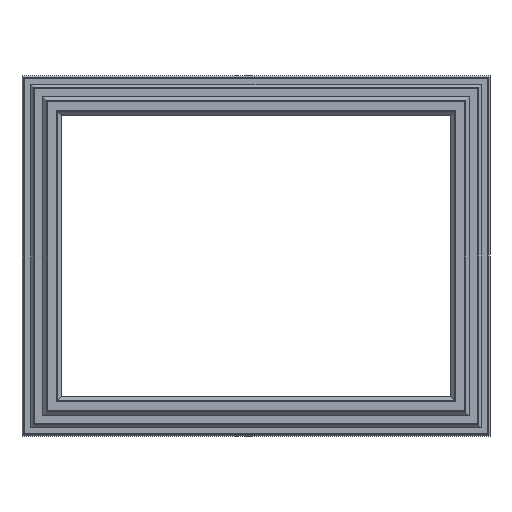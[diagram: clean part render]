
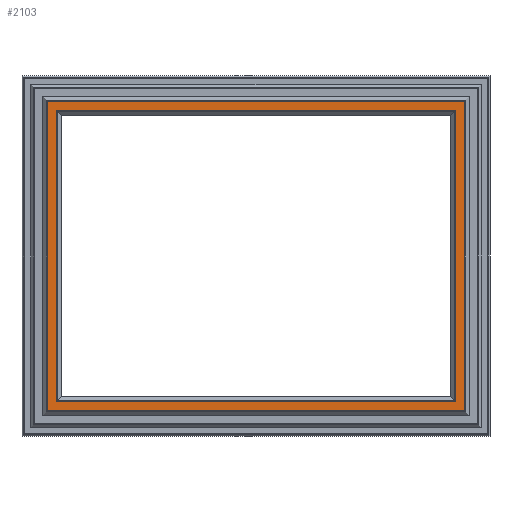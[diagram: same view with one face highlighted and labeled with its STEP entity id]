
A CAD part, front view. The second image highlights one B-rep face of the part: STEP entity #2103.
In plain terms, the highlighted free-form (B-spline) face has degree [1, 1] with [2, 2] control points.
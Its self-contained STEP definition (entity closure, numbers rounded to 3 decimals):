
#231 = VERTEX_POINT('',#232);
#232 = CARTESIAN_POINT('',(-105.311,7.539,-145.959
    ));
#238 = EDGE_CURVE('',#239,#231,#241,.T.);
#239 = VERTEX_POINT('',#240);
#240 = CARTESIAN_POINT('',(-105.311,7.539,
    1374.08));
#241 = B_SPLINE_CURVE_WITH_KNOTS('',1,(#242,#243),.UNSPECIFIED.,.F.,.F.,
  (2,2),(-1248.232,-188.519),.PIECEWISE_BEZIER_KNOTS.);
#242 = CARTESIAN_POINT('',(-105.311,7.539,
    1374.08));
#243 = CARTESIAN_POINT('',(-105.311,7.539,-145.959
    ));
#535 = EDGE_CURVE('',#536,#239,#538,.T.);
#536 = VERTEX_POINT('',#537);
#537 = CARTESIAN_POINT('',(1944.788,7.539,
    1374.08));
#538 = B_SPLINE_CURVE_WITH_KNOTS('',1,(#539,#540),.UNSPECIFIED.,.F.,.F.,
  (2,2),(-1550.521,-121.271),.PIECEWISE_BEZIER_KNOTS.);
#539 = CARTESIAN_POINT('',(1944.788,7.539,
    1374.08));
#540 = CARTESIAN_POINT('',(-105.311,7.539,
    1374.08));
#825 = VERTEX_POINT('',#826);
#826 = CARTESIAN_POINT('',(1900.033,7.539,
    -101.204));
#832 = EDGE_CURVE('',#825,#833,#835,.T.);
#833 = VERTEX_POINT('',#834);
#834 = CARTESIAN_POINT('',(1900.033,7.539,
    1329.325));
#835 = B_SPLINE_CURVE_WITH_KNOTS('',1,(#836,#837),.UNSPECIFIED.,.F.,.F.,
  (2,2),(219.721,1217.03),.PIECEWISE_BEZIER_KNOTS.);
#836 = CARTESIAN_POINT('',(1900.033,7.539,
    -101.204));
#837 = CARTESIAN_POINT('',(1900.033,7.539,
    1329.325));
#928 = VERTEX_POINT('',#929);
#929 = CARTESIAN_POINT('',(-60.556,7.539,
    -101.204));
#935 = EDGE_CURVE('',#928,#825,#936,.T.);
#936 = B_SPLINE_CURVE_WITH_KNOTS('',1,(#937,#938),.UNSPECIFIED.,.F.,.F.,
  (2,2),(152.473,1519.319),.PIECEWISE_BEZIER_KNOTS.);
#937 = CARTESIAN_POINT('',(-60.556,7.539,
    -101.204));
#938 = CARTESIAN_POINT('',(1900.033,7.539,
    -101.204));
#1312 = VERTEX_POINT('',#1313);
#1313 = CARTESIAN_POINT('',(1944.788,7.539,
    -145.959));
#1319 = EDGE_CURVE('',#1312,#231,#1320,.T.);
#1320 = B_SPLINE_CURVE_WITH_KNOTS('',1,(#1321,#1322),.UNSPECIFIED.,.F.,
  .F.,(2,2),(-1550.521,-121.271),
  .PIECEWISE_BEZIER_KNOTS.);
#1321 = CARTESIAN_POINT('',(1944.788,7.539,
    -145.959));
#1322 = CARTESIAN_POINT('',(-105.311,7.539,
    -145.959));
#1537 = EDGE_CURVE('',#536,#1312,#1538,.T.);
#1538 = B_SPLINE_CURVE_WITH_KNOTS('',1,(#1539,#1540),.UNSPECIFIED.,.F.,
  .F.,(2,2),(-1248.232,-188.519),
  .PIECEWISE_BEZIER_KNOTS.);
#1539 = CARTESIAN_POINT('',(1944.788,7.539,
    1374.08));
#1540 = CARTESIAN_POINT('',(1944.788,7.539,
    -145.959));
#1737 = EDGE_CURVE('',#1738,#833,#1740,.T.);
#1738 = VERTEX_POINT('',#1739);
#1739 = CARTESIAN_POINT('',(-60.556,7.539,
    1329.325));
#1740 = B_SPLINE_CURVE_WITH_KNOTS('',1,(#1741,#1742),.UNSPECIFIED.,.F.,
  .F.,(2,2),(152.473,1519.319),
  .PIECEWISE_BEZIER_KNOTS.);
#1741 = CARTESIAN_POINT('',(-60.556,7.539,
    1329.325));
#1742 = CARTESIAN_POINT('',(1900.033,7.539,
    1329.325));
#2091 = EDGE_CURVE('',#928,#1738,#2092,.T.);
#2092 = B_SPLINE_CURVE_WITH_KNOTS('',1,(#2093,#2094),.UNSPECIFIED.,.F.,
  .F.,(2,2),(219.721,1217.03),
  .PIECEWISE_BEZIER_KNOTS.);
#2093 = CARTESIAN_POINT('',(-60.556,7.539,
    -101.204));
#2094 = CARTESIAN_POINT('',(-60.556,7.539,
    1329.325));
#2103 = ADVANCED_FACE('',(#2104,#2110),#2116,.F.);
#2104 = FACE_BOUND('',#2105,.T.);
#2105 = EDGE_LOOP('',(#2106,#2107,#2108,#2109));
#2106 = ORIENTED_EDGE('',*,*,#1537,.F.);
#2107 = ORIENTED_EDGE('',*,*,#535,.T.);
#2108 = ORIENTED_EDGE('',*,*,#238,.T.);
#2109 = ORIENTED_EDGE('',*,*,#1319,.F.);
#2110 = FACE_BOUND('',#2111,.T.);
#2111 = EDGE_LOOP('',(#2112,#2113,#2114,#2115));
#2112 = ORIENTED_EDGE('',*,*,#935,.F.);
#2113 = ORIENTED_EDGE('',*,*,#2091,.T.);
#2114 = ORIENTED_EDGE('',*,*,#1737,.T.);
#2115 = ORIENTED_EDGE('',*,*,#832,.F.);
#2116 = B_SPLINE_SURFACE_WITH_KNOTS('',1,1,(
    (#2117,#2118)
    ,(#2119,#2120
    )),.UNSPECIFIED.,.F.,.F.,.F.,(2,2),(2,2),(-1413.649,
    15.601),(188.519,1248.232),
  .PIECEWISE_BEZIER_KNOTS.);
#2117 = CARTESIAN_POINT('',(1944.788,7.539,
    -145.959));
#2118 = CARTESIAN_POINT('',(1944.788,7.539,
    1374.08));
#2119 = CARTESIAN_POINT('',(-105.311,7.539,
    -145.959));
#2120 = CARTESIAN_POINT('',(-105.311,7.539,
    1374.08));
